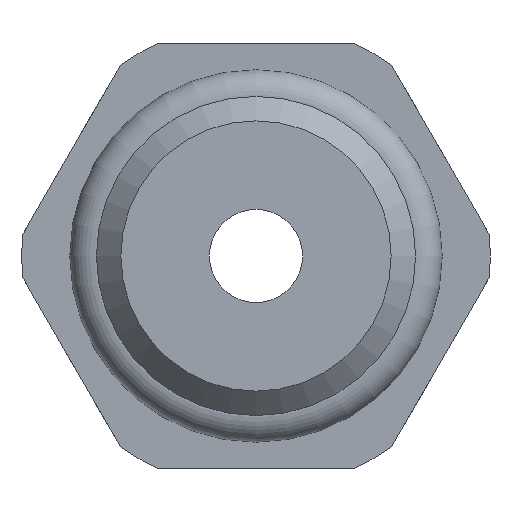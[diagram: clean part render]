
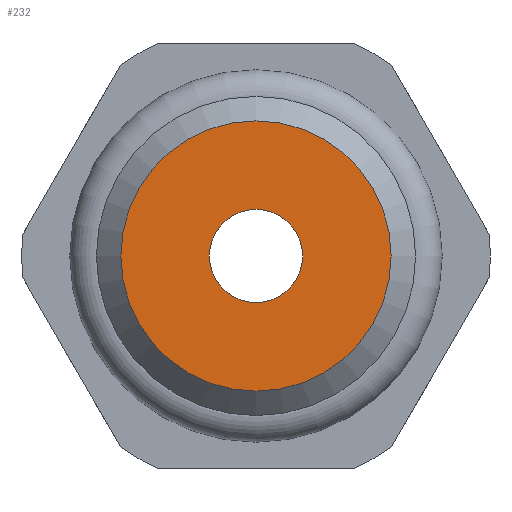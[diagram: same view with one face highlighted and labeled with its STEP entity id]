
A CAD part, left-side view. The second image highlights one B-rep face of the part: STEP entity #232.
In plain terms, the highlighted planar face has unit normal (-1, 0, 0).
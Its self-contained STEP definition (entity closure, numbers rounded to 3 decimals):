
#232 = ADVANCED_FACE( '', ( #493, #494 ), #495, .T. );
#493 = FACE_BOUND( '', #770, .T. );
#494 = FACE_OUTER_BOUND( '', #771, .T. );
#495 = PLANE( '', #772 );
#770 = EDGE_LOOP( '', ( #1380 ) );
#771 = EDGE_LOOP( '', ( #1381 ) );
#772 = AXIS2_PLACEMENT_3D( '', #1382, #1383, #1384 );
#1380 = ORIENTED_EDGE( '', *, *, #1753, .T. );
#1381 = ORIENTED_EDGE( '', *, *, #1711, .F. );
#1382 = CARTESIAN_POINT( '', ( 0., 5.08, 0. ) );
#1383 = DIRECTION( '', ( -1., 0., 0. ) );
#1384 = DIRECTION( '', ( 0., 0., 1. ) );
#1711 = EDGE_CURVE( '', #2089, #2089, #2090, .T. );
#1753 = EDGE_CURVE( '', #2141, #2141, #2142, .T. );
#2089 = VERTEX_POINT( '', #2614 );
#2090 = CIRCLE( '', #2615, 5.08 );
#2141 = VERTEX_POINT( '', #2695 );
#2142 = CIRCLE( '', #2696, 1.75 );
#2614 = CARTESIAN_POINT( '', ( 0., 0., -5.08 ) );
#2615 = AXIS2_PLACEMENT_3D( '', #3009, #3010, #3011 );
#2695 = CARTESIAN_POINT( '', ( 0., 0., -1.75 ) );
#2696 = AXIS2_PLACEMENT_3D( '', #3044, #3045, #3046 );
#3009 = CARTESIAN_POINT( '', ( 0., 0., 0. ) );
#3010 = DIRECTION( '', ( 1., 0., 0. ) );
#3011 = DIRECTION( '', ( 0., 0., -1. ) );
#3044 = CARTESIAN_POINT( '', ( 0., 0., 0. ) );
#3045 = DIRECTION( '', ( 1., 0., 0. ) );
#3046 = DIRECTION( '', ( 0., 0., -1. ) );
